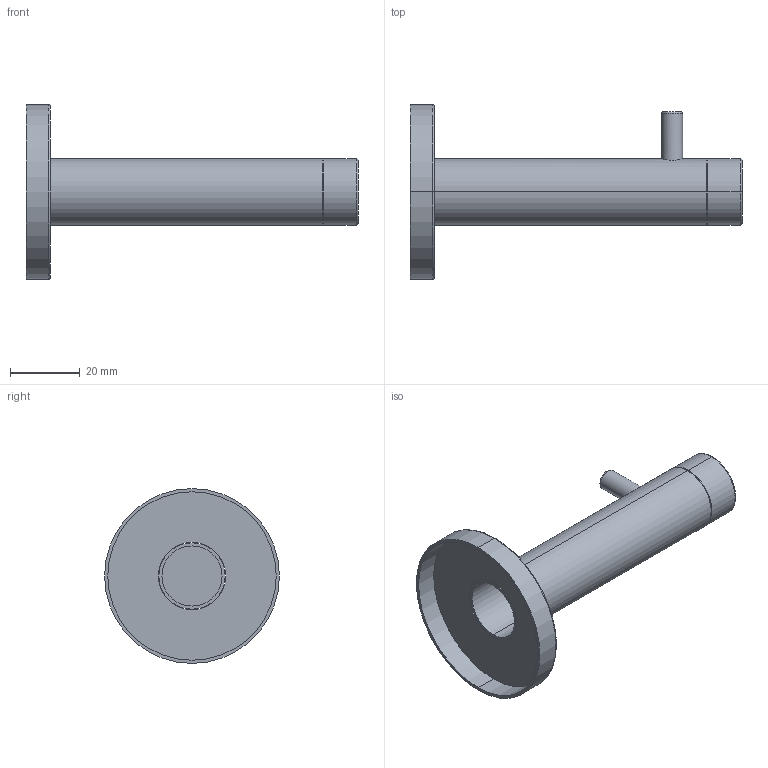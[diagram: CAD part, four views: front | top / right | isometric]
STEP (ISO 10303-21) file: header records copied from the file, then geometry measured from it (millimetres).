
FILE_DESCRIPTION((''),'2;1');
FILE_NAME('PRT0001','2023-07-14T11:14:11',('Administrator'),(''),'CREO PARAMETRIC BY PTC INC, 2019010','CREO PARAMETRIC BY PTC INC, 2019010','');
FILE_SCHEMA(('CONFIG_CONTROL_DESIGN'));
Length unit declared in the file: millimetre
Products named in the file (1): PRT0001
Bounding box: 95 x 50 x 50 mm (x, y, z)
Volume: 7295.6 mm3; surface area: 16453.3 mm2
Topology: 2 solids, 2 shells, 34 faces, 70 edges, 46 vertices
Faces by surface type: cylinder 18, plane 10, torus 6
Entity records: 1008 total; most frequent: CARTESIAN_POINT 202, DIRECTION 180, ORIENTED_EDGE 140, AXIS2_PLACEMENT_3D 80, EDGE_CURVE 70, VERTEX_POINT 46, CIRCLE 46, EDGE_LOOP 42
